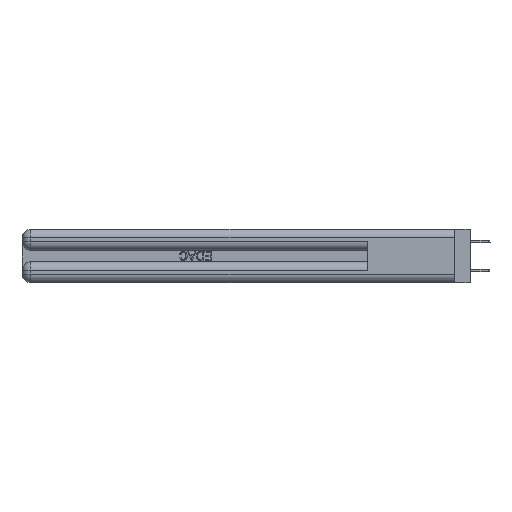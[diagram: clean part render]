
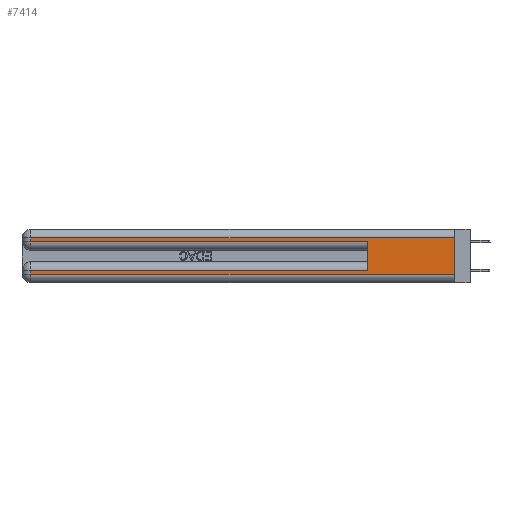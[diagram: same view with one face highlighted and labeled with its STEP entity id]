
A CAD part, left-side view. The second image highlights one B-rep face of the part: STEP entity #7414.
In plain terms, the highlighted planar face has unit normal (-1, 0, 0).
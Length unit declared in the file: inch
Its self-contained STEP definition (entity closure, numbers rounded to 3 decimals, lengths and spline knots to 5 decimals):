
#175 = EDGE_CURVE ( 'NONE', #30808, #4912, #20511, .T. ) ;
#205 = CARTESIAN_POINT ( 'NONE',  ( 0., 2.94, 0.06 ) ) ;
#263 = VERTEX_POINT ( 'NONE', #34439 ) ;
#358 = DIRECTION ( 'NONE',  ( 0., 0., -1. ) ) ;
#1485 = VECTOR ( 'NONE', #29763, 39.37008 ) ;
#2796 = VECTOR ( 'NONE', #10446, 39.37008 ) ;
#2947 = VECTOR ( 'NONE', #358, 39.37008 ) ;
#2978 = DIRECTION ( 'NONE',  ( 1., 0., 0. ) ) ;
#3670 = CARTESIAN_POINT ( 'NONE',  ( 0., 2.94, 0.37 ) ) ;
#4289 = EDGE_CURVE ( 'NONE', #19032, #12154, #19990, .T. ) ;
#4343 = ORIENTED_EDGE ( 'NONE', *, *, #39727, .T. ) ;
#4912 = VERTEX_POINT ( 'NONE', #7592 ) ;
#6712 = VERTEX_POINT ( 'NONE', #36201 ) ;
#7414 = ADVANCED_FACE ( 'NONE', ( #12805 ), #10686, .F. ) ;
#7487 = ORIENTED_EDGE ( 'NONE', *, *, #4289, .F. ) ;
#7592 = CARTESIAN_POINT ( 'NONE',  ( 0., 2.94, 0.085 ) ) ;
#9640 = EDGE_CURVE ( 'NONE', #11073, #263, #35017, .T. ) ;
#9653 = VECTOR ( 'NONE', #24528, 39.37008 ) ;
#9661 = ORIENTED_EDGE ( 'NONE', *, *, #15566, .F. ) ;
#10446 = DIRECTION ( 'NONE',  ( 0., -1., 0. ) ) ;
#10686 = PLANE ( 'NONE',  #41380 ) ;
#11073 = VERTEX_POINT ( 'NONE', #34319 ) ;
#11152 = LINE ( 'NONE', #18347, #37366 ) ;
#11637 = VERTEX_POINT ( 'NONE', #205 ) ;
#12154 = VERTEX_POINT ( 'NONE', #18218 ) ;
#12563 = DIRECTION ( 'NONE',  ( 0., -1., 0. ) ) ;
#12805 = FACE_OUTER_BOUND ( 'NONE', #32905, .T. ) ;
#14302 = DIRECTION ( 'NONE',  ( 0., 1., 0. ) ) ;
#14513 = LINE ( 'NONE', #40669, #9653 ) ;
#15042 = ORIENTED_EDGE ( 'NONE', *, *, #16281, .T. ) ;
#15566 = EDGE_CURVE ( 'NONE', #30808, #263, #27042, .T. ) ;
#16281 = EDGE_CURVE ( 'NONE', #19032, #6712, #11152, .T. ) ;
#18218 = CARTESIAN_POINT ( 'NONE',  ( 0., 0., 0.06 ) ) ;
#18347 = CARTESIAN_POINT ( 'NONE',  ( 0., 0., 0.31 ) ) ;
#19032 = VERTEX_POINT ( 'NONE', #32509 ) ;
#19763 = LINE ( 'NONE', #25991, #2796 ) ;
#19899 = LINE ( 'NONE', #3670, #1485 ) ;
#19990 = LINE ( 'NONE', #29847, #2947 ) ;
#20511 = LINE ( 'NONE', #36817, #21204 ) ;
#21204 = VECTOR ( 'NONE', #14302, 39.37008 ) ;
#22145 = EDGE_CURVE ( 'NONE', #6712, #11073, #14513, .T. ) ;
#22601 = EDGE_CURVE ( 'NONE', #11637, #12154, #19763, .T. ) ;
#24222 = ORIENTED_EDGE ( 'NONE', *, *, #22601, .T. ) ;
#24286 = VECTOR ( 'NONE', #27241, 39.37008 ) ;
#24528 = DIRECTION ( 'NONE',  ( 0., 0., -1. ) ) ;
#25834 = DIRECTION ( 'NONE',  ( 0., 0., -1. ) ) ;
#25991 = CARTESIAN_POINT ( 'NONE',  ( 0., 0., 0.06 ) ) ;
#27042 = LINE ( 'NONE', #36904, #24286 ) ;
#27241 = DIRECTION ( 'NONE',  ( 0., 0., 1. ) ) ;
#27571 = CARTESIAN_POINT ( 'NONE',  ( 0., 0., 0.285 ) ) ;
#27599 = ORIENTED_EDGE ( 'NONE', *, *, #175, .T. ) ;
#28175 = ORIENTED_EDGE ( 'NONE', *, *, #22145, .T. ) ;
#28507 = CARTESIAN_POINT ( 'NONE',  ( 0., 0.6, 0.085 ) ) ;
#29763 = DIRECTION ( 'NONE',  ( 0., 0., -1. ) ) ;
#29847 = CARTESIAN_POINT ( 'NONE',  ( 0., 0., 0.37 ) ) ;
#30808 = VERTEX_POINT ( 'NONE', #28507 ) ;
#31426 = DIRECTION ( 'NONE',  ( 0., 1., 0. ) ) ;
#32509 = CARTESIAN_POINT ( 'NONE',  ( 0., 0., 0.31 ) ) ;
#32905 = EDGE_LOOP ( 'NONE', ( #7487, #15042, #28175, #36793, #9661, #27599, #4343, #24222 ) ) ;
#34319 = CARTESIAN_POINT ( 'NONE',  ( 0., 2.94, 0.285 ) ) ;
#34439 = CARTESIAN_POINT ( 'NONE',  ( 0., 0.6, 0.285 ) ) ;
#35017 = LINE ( 'NONE', #27571, #36685 ) ;
#36201 = CARTESIAN_POINT ( 'NONE',  ( 0., 2.94, 0.31 ) ) ;
#36685 = VECTOR ( 'NONE', #12563, 39.37008 ) ;
#36793 = ORIENTED_EDGE ( 'NONE', *, *, #9640, .T. ) ;
#36817 = CARTESIAN_POINT ( 'NONE',  ( 0., 0., 0.085 ) ) ;
#36904 = CARTESIAN_POINT ( 'NONE',  ( 0., 0.6, 0.145 ) ) ;
#37366 = VECTOR ( 'NONE', #31426, 39.37008 ) ;
#38280 = CARTESIAN_POINT ( 'NONE',  ( 0., 0., 0.37 ) ) ;
#39727 = EDGE_CURVE ( 'NONE', #4912, #11637, #19899, .T. ) ;
#40669 = CARTESIAN_POINT ( 'NONE',  ( 0., 2.94, 0.37 ) ) ;
#41380 = AXIS2_PLACEMENT_3D ( 'NONE', #38280, #2978, #25834 ) ;
